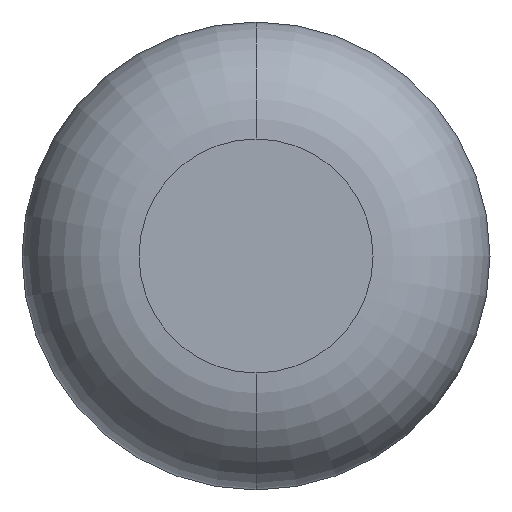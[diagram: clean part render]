
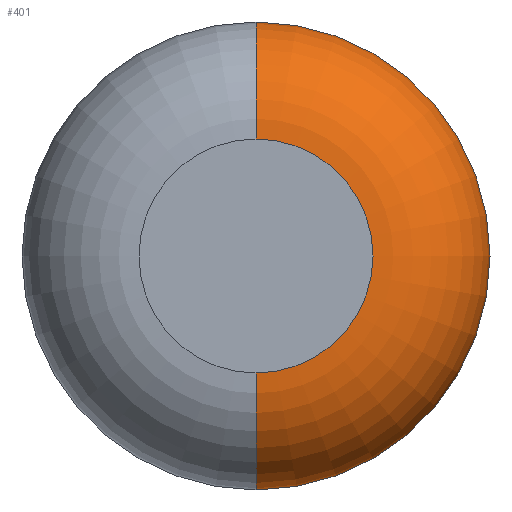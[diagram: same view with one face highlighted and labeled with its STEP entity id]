
A CAD part, front view. The second image highlights one B-rep face of the part: STEP entity #401.
In plain terms, the highlighted toroidal (fillet/blend) face has major radius 3.175 mm and minor radius 3.175 mm.
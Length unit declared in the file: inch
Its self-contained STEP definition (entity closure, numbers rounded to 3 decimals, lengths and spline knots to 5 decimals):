
#17 = DIRECTION ( 'NONE',  ( 0., 0., -1. ) ) ;
#23 = CIRCLE ( 'NONE', #530, 0.25 ) ;
#27 = FACE_OUTER_BOUND ( 'NONE', #332, .T. ) ;
#41 = EDGE_CURVE ( 'NONE', #208, #189, #375, .T. ) ;
#62 = CARTESIAN_POINT ( 'NONE',  ( 0., 0.125, 0. ) ) ;
#66 = CARTESIAN_POINT ( 'NONE',  ( 0., 0.125, -0.125 ) ) ;
#68 = CARTESIAN_POINT ( 'NONE',  ( 0., 0.125, -0.25 ) ) ;
#105 = DIRECTION ( 'NONE',  ( 0., 0., -1. ) ) ;
#120 = CIRCLE ( 'NONE', #284, 0.125 ) ;
#137 = CARTESIAN_POINT ( 'NONE',  ( 0., 0., 0. ) ) ;
#181 = EDGE_CURVE ( 'NONE', #256, #472, #23, .T. ) ;
#189 = VERTEX_POINT ( 'NONE', #280 ) ;
#195 = CARTESIAN_POINT ( 'NONE',  ( 0., 0., -0.125 ) ) ;
#203 = EDGE_CURVE ( 'NONE', #256, #208, #304, .T. ) ;
#208 = VERTEX_POINT ( 'NONE', #195 ) ;
#214 = AXIS2_PLACEMENT_3D ( 'NONE', #66, #517, #363 ) ;
#216 = ORIENTED_EDGE ( 'NONE', *, *, #203, .F. ) ;
#223 = DIRECTION ( 'NONE',  ( 0., 0., -1. ) ) ;
#231 = DIRECTION ( 'NONE',  ( 0., -1., 0. ) ) ;
#251 = CARTESIAN_POINT ( 'NONE',  ( 0., 0.125, 0.25 ) ) ;
#256 = VERTEX_POINT ( 'NONE', #68 ) ;
#280 = CARTESIAN_POINT ( 'NONE',  ( 0., 0., 0.125 ) ) ;
#284 = AXIS2_PLACEMENT_3D ( 'NONE', #489, #405, #105 ) ;
#294 = TOROIDAL_SURFACE ( 'NONE', #347, 0.125, 0.125 ) ;
#295 = CARTESIAN_POINT ( 'NONE',  ( 0., 0.125, 0. ) ) ;
#304 = CIRCLE ( 'NONE', #214, 0.125 ) ;
#317 = EDGE_CURVE ( 'NONE', #472, #189, #120, .T. ) ;
#332 = EDGE_LOOP ( 'NONE', ( #387, #476, #362, #216 ) ) ;
#345 = AXIS2_PLACEMENT_3D ( 'NONE', #137, #546, #223 ) ;
#347 = AXIS2_PLACEMENT_3D ( 'NONE', #295, #386, #428 ) ;
#362 = ORIENTED_EDGE ( 'NONE', *, *, #41, .F. ) ;
#363 = DIRECTION ( 'NONE',  ( 0., 0., 1. ) ) ;
#375 = CIRCLE ( 'NONE', #345, 0.125 ) ;
#386 = DIRECTION ( 'NONE',  ( 0., -1., 0. ) ) ;
#387 = ORIENTED_EDGE ( 'NONE', *, *, #181, .T. ) ;
#401 = ADVANCED_FACE ( 'NONE', ( #27 ), #294, .T. ) ;
#405 = DIRECTION ( 'NONE',  ( 1., 0., 0. ) ) ;
#428 = DIRECTION ( 'NONE',  ( 0., 0., -1. ) ) ;
#472 = VERTEX_POINT ( 'NONE', #251 ) ;
#476 = ORIENTED_EDGE ( 'NONE', *, *, #317, .T. ) ;
#489 = CARTESIAN_POINT ( 'NONE',  ( 0., 0.125, 0.125 ) ) ;
#517 = DIRECTION ( 'NONE',  ( -1., 0., 0. ) ) ;
#530 = AXIS2_PLACEMENT_3D ( 'NONE', #62, #231, #17 ) ;
#546 = DIRECTION ( 'NONE',  ( 0., -1., 0. ) ) ;
